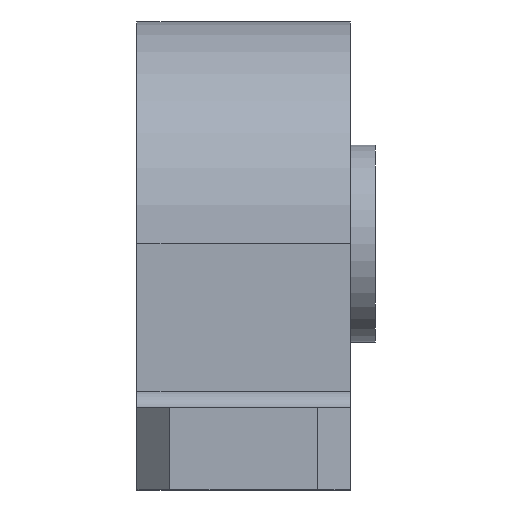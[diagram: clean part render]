
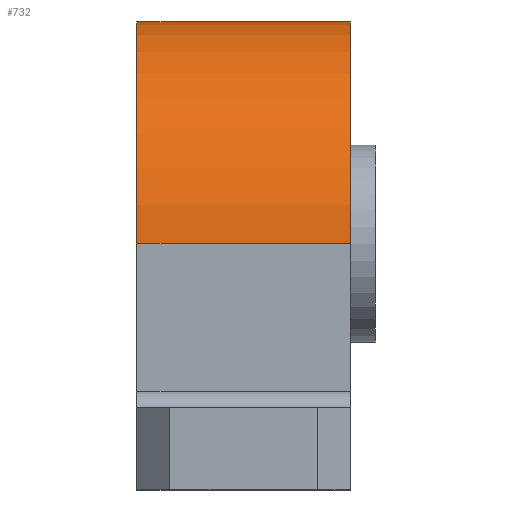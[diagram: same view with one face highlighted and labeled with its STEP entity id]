
A CAD part, left-side view. The second image highlights one B-rep face of the part: STEP entity #732.
In plain terms, the highlighted cylindrical face has radius 13.5 mm (diameter 27 mm), a partial arc.
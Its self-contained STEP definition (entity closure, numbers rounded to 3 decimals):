
#28=CYLINDRICAL_SURFACE('',#809,13.5);
#63=CIRCLE('',#810,13.5);
#64=CIRCLE('',#811,13.5);
#102=FACE_OUTER_BOUND('',#147,.T.);
#147=EDGE_LOOP('',(#612,#613,#614,#615));
#218=LINE('',#1192,#289);
#228=LINE('',#1217,#299);
#289=VECTOR('',#968,10.);
#299=VECTOR('',#994,10.);
#356=VERTEX_POINT('',#1189);
#357=VERTEX_POINT('',#1191);
#363=VERTEX_POINT('',#1214);
#364=VERTEX_POINT('',#1216);
#443=EDGE_CURVE('',#356,#357,#218,.T.);
#456=EDGE_CURVE('',#364,#363,#228,.T.);
#458=EDGE_CURVE('',#356,#364,#63,.T.);
#459=EDGE_CURVE('',#357,#363,#64,.T.);
#612=ORIENTED_EDGE('',*,*,#458,.T.);
#613=ORIENTED_EDGE('',*,*,#456,.T.);
#614=ORIENTED_EDGE('',*,*,#459,.F.);
#615=ORIENTED_EDGE('',*,*,#443,.F.);
#732=ADVANCED_FACE('',(#102),#28,.T.);
#809=AXIS2_PLACEMENT_3D('',#1219,#996,#997);
#810=AXIS2_PLACEMENT_3D('',#1220,#998,#999);
#811=AXIS2_PLACEMENT_3D('',#1221,#1000,#1001);
#968=DIRECTION('',(0.,1.,0.));
#994=DIRECTION('',(0.,1.,0.));
#996=DIRECTION('center_axis',(0.,1.,0.));
#997=DIRECTION('ref_axis',(1.,0.,0.));
#998=DIRECTION('center_axis',(0.,1.,0.));
#999=DIRECTION('ref_axis',(1.,0.,0.));
#1000=DIRECTION('center_axis',(0.,1.,0.));
#1001=DIRECTION('ref_axis',(1.,0.,0.));
#1189=CARTESIAN_POINT('',(-13.5,0.,0.));
#1191=CARTESIAN_POINT('',(-13.5,13.,0.));
#1192=CARTESIAN_POINT('',(-13.5,0.,0.));
#1214=CARTESIAN_POINT('',(13.5,13.,0.));
#1216=CARTESIAN_POINT('',(13.5,0.,0.));
#1217=CARTESIAN_POINT('',(13.5,0.,0.));
#1219=CARTESIAN_POINT('Origin',(0.,0.,0.));
#1220=CARTESIAN_POINT('Origin',(0.,0.,0.));
#1221=CARTESIAN_POINT('Origin',(0.,13.,0.));
